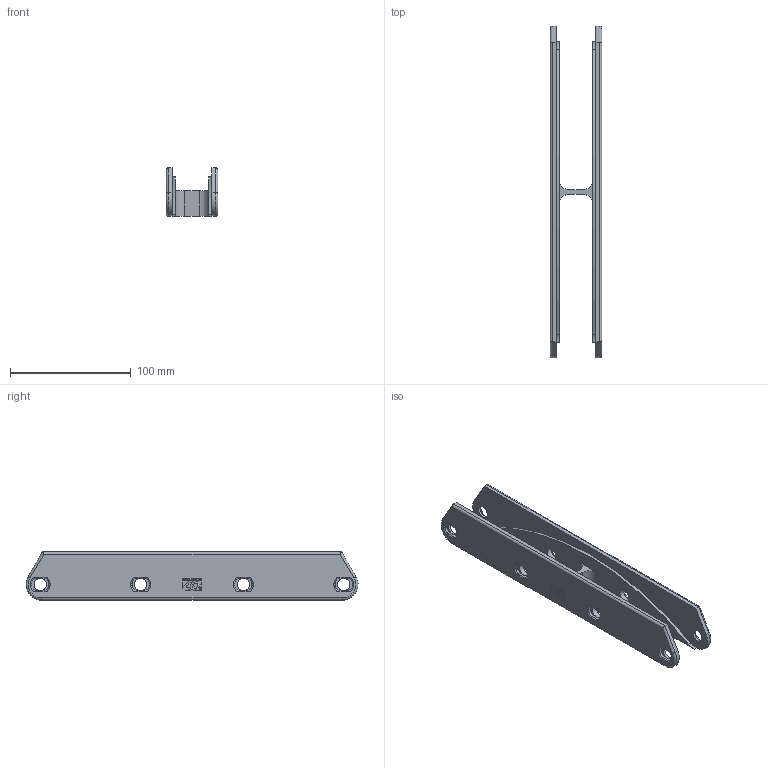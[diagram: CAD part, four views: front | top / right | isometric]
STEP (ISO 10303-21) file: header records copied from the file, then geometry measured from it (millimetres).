
FILE_DESCRIPTION(/* description */ (''),/* implementation_level */ '2;1');
FILE_NAME(/* name */ 'Sample Wall 250mm.step',/* time_stamp */ '2021-03-12T13:39:35-05:00',/* author */ (''),/* organization */ (''),/* preprocessor_version */ 'ST-DEVELOPER v18.1',/* originating_system */ 'Autodesk Translation Framework v9.10.0.1330',/* authorisation */ '');
FILE_SCHEMA (('AUTOMOTIVE_DESIGN { 1 0 10303 214 3 1 1 }'));
Length unit declared in the file: millimetre
Products named in the file (1): 65mm flat 250mm
Bounding box: 43 x 274.6 x 40 mm (x, y, z)
Volume: 129374.7 mm3; surface area: 51514.6 mm2
Topology: 1 solids, 1 shells, 680 faces, 1870 edges, 1228 vertices
Faces by surface type: bspline 326, plane 264, cylinder 66, torus 24
Full cylindrical faces by diameter (mm): 10.2 x8, 14.2 x4
Entity records: 26506 total; most frequent: CARTESIAN_POINT 11273, ORIENTED_EDGE 3740, DIRECTION 2088, EDGE_CURVE 1870, VERTEX_POINT 1228, LINE 1050, VECTOR 1050, EDGE_LOOP 732
